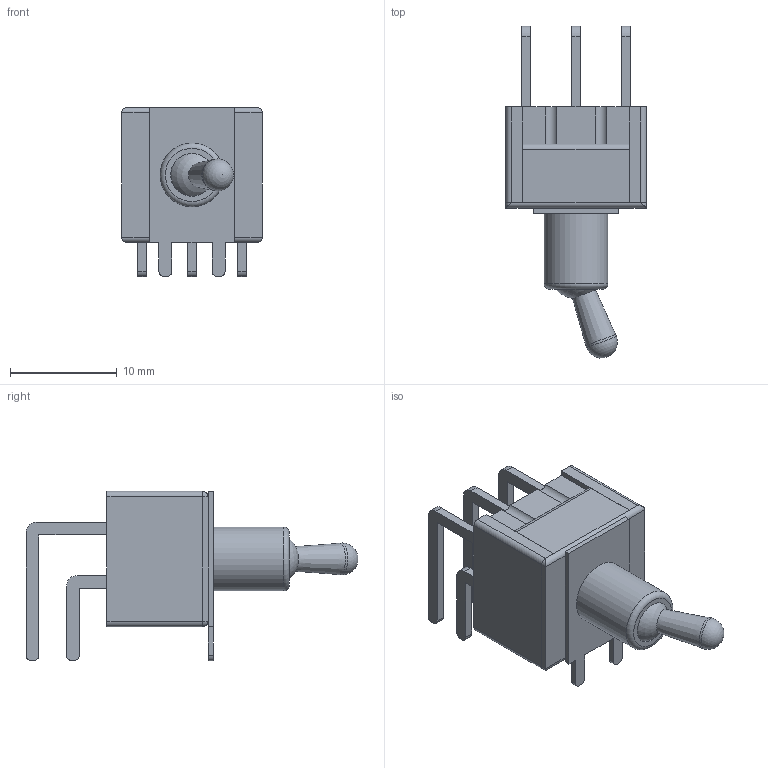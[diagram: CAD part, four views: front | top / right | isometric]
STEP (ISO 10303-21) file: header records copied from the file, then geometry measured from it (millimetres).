
FILE_DESCRIPTION(('FreeCAD Model'),'2;1');
FILE_NAME('Open CASCADE Shape Model','2021-11-29T01:20:28',('Author'),( ''),'Open CASCADE STEP processor 7.4','FreeCAD','Unknown');
FILE_SCHEMA(('AUTOMOTIVE_DESIGN { 1 0 10303 214 1 1 1 1 }'));
Length unit declared in the file: millimetre
Products named in the file (10): mts__202__c3; Shape0_695832861362763; Shape0_11942702326322807; Shape0_9971922144724242; Shape0_08320165116839817; Shape0_5797278514261108; Shape0_625472619875319; Shape0_5987671832234971; Shape0_419868433524888; Shape0_657726133822549
Assembly tree (9 placements, depth 2):
  mts__202__c3
    Shape0_695832861362763
    Shape0_11942702326322807
    Shape0_9971922144724242
    Shape0_08320165116839817
    Shape0_5797278514261108
    Shape0_625472619875319
    Shape0_5987671832234971
    Shape0_419868433524888
    Shape0_657726133822549
Bounding box: 13.2 x 31.17 x 15.9 mm (x, y, z)
Volume: 1904.7 mm3; surface area: 2176.9 mm2
Topology: 9 solids, 9 shells, 153 faces, 381 edges, 246 vertices
Faces by surface type: plane 104, cylinder 44, sphere 3, torus 1, cone 1
Full cylindrical faces by diameter (mm): 4 x1, 6 x1
Entity records: 9699 total; most frequent: CARTESIAN_POINT 1849, DIRECTION 1425, LINE 860, VECTOR 860, ORIENTED_EDGE 758, PCURVE 758, DEFINITIONAL_REPRESENTATION 758, EDGE_CURVE 379
